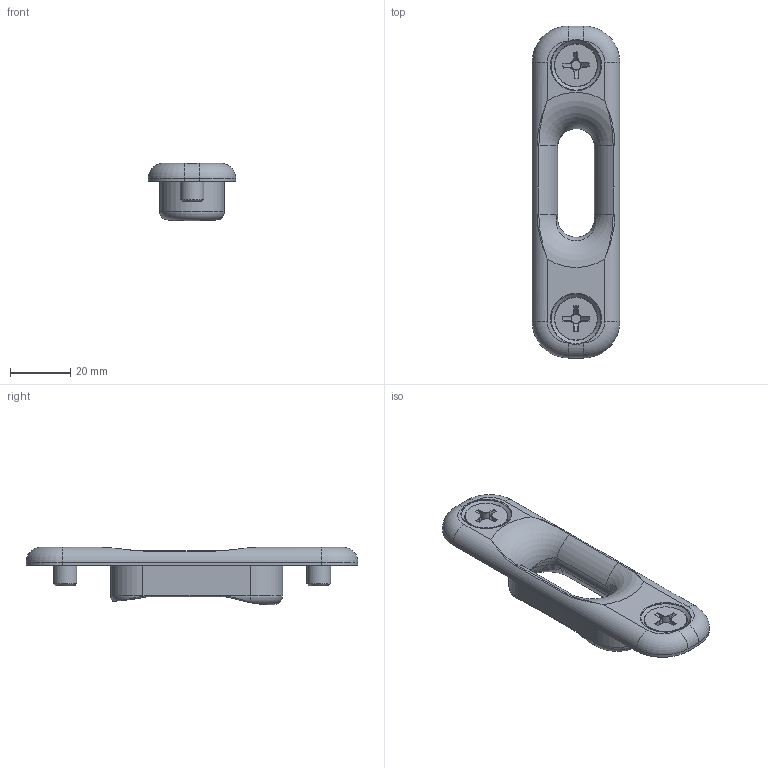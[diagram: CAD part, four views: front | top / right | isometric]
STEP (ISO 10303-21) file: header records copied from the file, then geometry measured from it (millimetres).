
FILE_DESCRIPTION(/* description */ (''),/* implementation_level */ '2;1');
FILE_NAME(/* name */ 'SD10.stp',/* time_stamp */ '2021-12-14T15:07:28+01:00',/* author */ ('lucade'),/* organization */ (''),/* preprocessor_version */ 'ST-DEVELOPER v18.1',/* originating_system */ 'Autodesk Inventor 2021',/* authorisation */ '');
FILE_SCHEMA (('AUTOMOTIVE_DESIGN { 1 0 10303 214 3 1 1 }'));
Length unit declared in the file: millimetre
Products named in the file (1): 21031200
Bounding box: 29 x 110 x 19 mm (x, y, z)
Volume: 19513.6 mm3; surface area: 9354.1 mm2
Topology: 1 solids, 1 shells, 182 faces, 457 edges, 270 vertices
Faces by surface type: cylinder 62, torus 36, bspline 35, plane 33, cone 16
Full cylindrical faces by diameter (mm): 7.6 x2, 7.8 x2, 8.2 x2, 14.3 x2, 16.5 x2
Entity records: 6733 total; most frequent: CARTESIAN_POINT 2674, ORIENTED_EDGE 894, DIRECTION 788, EDGE_CURVE 447, AXIS2_PLACEMENT_3D 336, VERTEX_POINT 270, CIRCLE 188, EDGE_LOOP 187
